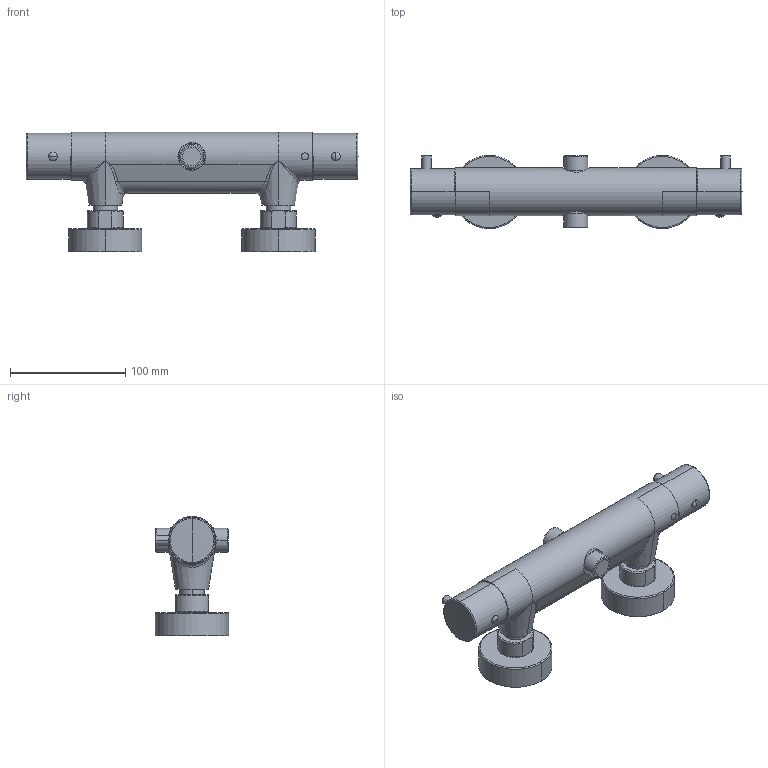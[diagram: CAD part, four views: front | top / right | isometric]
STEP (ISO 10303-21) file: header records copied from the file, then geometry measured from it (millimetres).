
FILE_DESCRIPTION((''),'2;1');
FILE_NAME('LIQ169CR','2021-01-15T14:16:34',('ut3'),('PAFFONI SpA'),'CREO PARAMETRIC BY PTC INC, 2020044','CREO PARAMETRIC BY PTC INC, 2020044','');
FILE_SCHEMA(('CONFIG_CONTROL_DESIGN','SHAPE_APPEARANCE_LAYERS_GROUPS'));
Length unit declared in the file: millimetre
Products named in the file (1): LIQ169CR
Bounding box: 287.73 x 63.5 x 103.3 mm (x, y, z)
Volume: 334686.8 mm3; surface area: 139565.1 mm2
Topology: 2 solids, 2 shells, 975 faces, 2259 edges, 1321 vertices
Faces by surface type: cylinder 320, plane 311, bspline 145, cone 82, torus 71, sphere 46
Entity records: 48038 total; most frequent: CARTESIAN_POINT 20239, ORIENTED_EDGE 4494, DIRECTION 4216, EDGE_CURVE 2247, AXIS2_PLACEMENT_3D 1699, VERTEX_POINT 1321, EDGE_LOOP 1050, FACE_OUTER_BOUND 975
